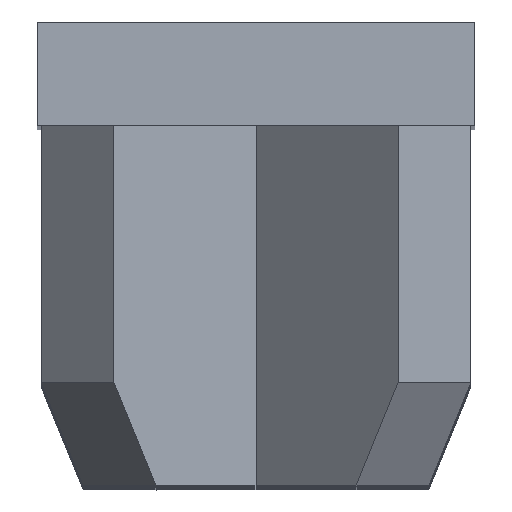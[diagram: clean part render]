
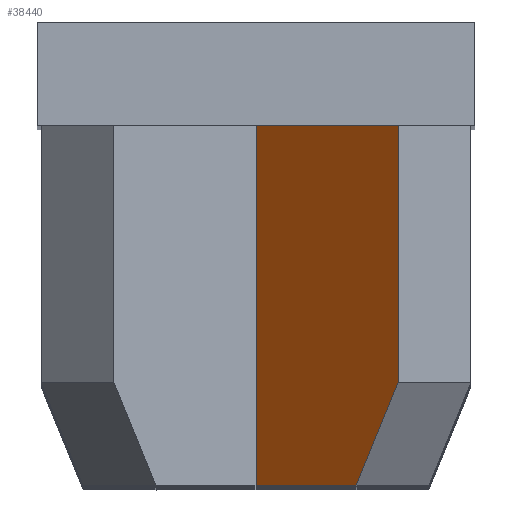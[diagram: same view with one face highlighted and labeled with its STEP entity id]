
A CAD part, top view. The second image highlights one B-rep face of the part: STEP entity #38440.
In plain terms, the highlighted planar face has unit normal (-0.707, 0, 0.707).
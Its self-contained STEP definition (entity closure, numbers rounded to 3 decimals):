
#7920=CARTESIAN_POINT('',(15.836,-11.416,
73.756));
#7930=DIRECTION('',(0.,1.,0.));
#7940=VECTOR('',#7930,1.);
#7950=LINE('',#7920,#7940);
#7960=CARTESIAN_POINT('',(15.836,-11.65,
73.756));
#7970=VERTEX_POINT('',#7960);
#7980=CARTESIAN_POINT('',(15.836,-9.15,
73.756));
#7990=VERTEX_POINT('',#7980);
#8000=EDGE_CURVE('',#7970,#7990,#7950,.T.);
#17090=CARTESIAN_POINT('',(15.428,-12.65,
73.348));
#17100=VERTEX_POINT('',#17090);
#17130=CARTESIAN_POINT('',(15.932,-11.416,
73.852));
#17140=DIRECTION('',(-0.354,-0.866,
-0.354));
#17150=VECTOR('',#17140,1.);
#17160=LINE('',#17130,#17150);
#17170=EDGE_CURVE('',#7970,#17100,#17160,.T.);
#26350=CARTESIAN_POINT('',(-4.25,-9.15,53.67));
#26360=DIRECTION('',(-0.707,0.,-0.707));
#26370=VECTOR('',#26360,1.);
#26380=LINE('',#26350,#26370);
#26390=CARTESIAN_POINT('',(14.457,-9.15,
72.377));
#26400=VERTEX_POINT('',#26390);
#26410=EDGE_CURVE('',#7990,#26400,#26380,.T.);
#38200=CARTESIAN_POINT('',(14.457,-9.15,
72.377));
#38210=DIRECTION('',(-0.707,0.,
0.707));
#38220=DIRECTION('',(-0.707,0.,
-0.707));
#38230=AXIS2_PLACEMENT_3D('',#38200,#38210,#38220);
#38240=PLANE('',#38230);
#38250=CARTESIAN_POINT('',(6.05,-12.65,63.97));
#38260=DIRECTION('',(-0.707,0.,
-0.707));
#38270=VECTOR('',#38260,1.);
#38280=LINE('',#38250,#38270);
#38290=CARTESIAN_POINT('',(14.457,-12.65,
72.377));
#38300=VERTEX_POINT('',#38290);
#38310=EDGE_CURVE('',#17100,#38300,#38280,.T.);
#38320=ORIENTED_EDGE('',*,*,#38310,.F.);
#38330=CARTESIAN_POINT('',(14.457,-11.416,
72.377));
#38340=DIRECTION('',(0.,1.,0.));
#38350=VECTOR('',#38340,1.);
#38360=LINE('',#38330,#38350);
#38370=EDGE_CURVE('',#38300,#26400,#38360,.T.);
#38380=ORIENTED_EDGE('',*,*,#38370,.F.);
#38390=ORIENTED_EDGE('',*,*,#26410,.T.);
#38400=ORIENTED_EDGE('',*,*,#8000,.T.);
#38410=ORIENTED_EDGE('',*,*,#17170,.F.);
#38420=EDGE_LOOP('',(#38410,#38400,#38390,#38380,#38320));
#38430=FACE_OUTER_BOUND('',#38420,.T.);
#38440=ADVANCED_FACE('',(#38430),#38240,.T.);
